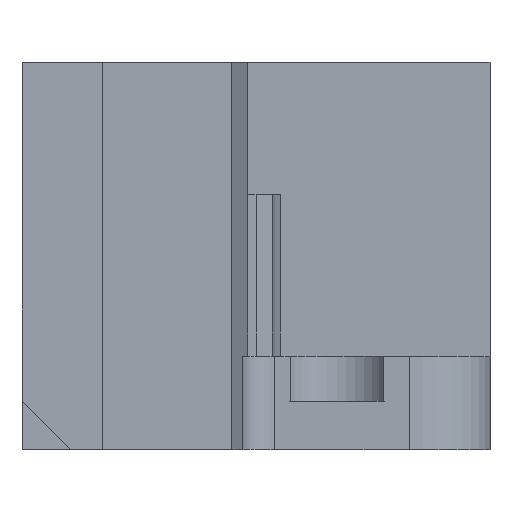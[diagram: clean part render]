
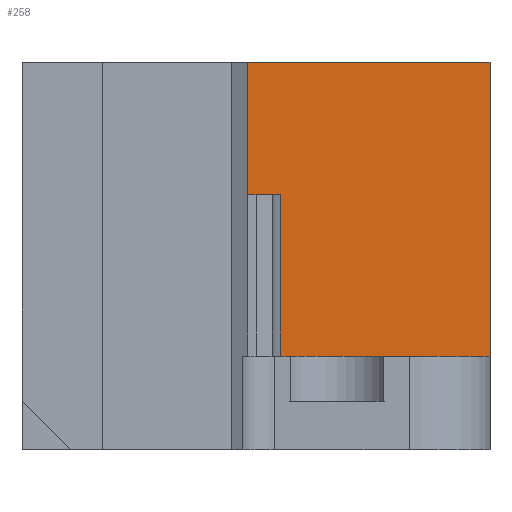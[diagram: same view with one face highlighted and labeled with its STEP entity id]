
A CAD part, left-side view. The second image highlights one B-rep face of the part: STEP entity #258.
In plain terms, the highlighted planar face has unit normal (-1, 0, 0).
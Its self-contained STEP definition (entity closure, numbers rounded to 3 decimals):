
#21 = EDGE_CURVE('',#22,#24,#26,.T.);
#22 = VERTEX_POINT('',#23);
#23 = CARTESIAN_POINT('',(102.,-51.,5.8));
#24 = VERTEX_POINT('',#25);
#25 = CARTESIAN_POINT('',(102.,-29.5,5.8));
#26 = LINE('',#27,#28);
#27 = CARTESIAN_POINT('',(102.,-51.,5.8));
#28 = VECTOR('',#29,1.);
#29 = DIRECTION('',(0.,1.,0.));
#258 = ADVANCED_FACE('',(#259),#284,.T.);
#259 = FACE_BOUND('',#260,.T.);
#260 = EDGE_LOOP('',(#261,#271,#277,#278));
#261 = ORIENTED_EDGE('',*,*,#262,.F.);
#262 = EDGE_CURVE('',#263,#265,#267,.T.);
#263 = VERTEX_POINT('',#264);
#264 = CARTESIAN_POINT('',(102.,-29.5,24.));
#265 = VERTEX_POINT('',#266);
#266 = CARTESIAN_POINT('',(102.,-51.,24.));
#267 = LINE('',#268,#269);
#268 = CARTESIAN_POINT('',(102.,-27.5,24.));
#269 = VECTOR('',#270,1.);
#270 = DIRECTION('',(0.,-1.,0.));
#271 = ORIENTED_EDGE('',*,*,#272,.F.);
#272 = EDGE_CURVE('',#24,#263,#273,.T.);
#273 = LINE('',#274,#275);
#274 = CARTESIAN_POINT('',(102.,-29.5,5.8));
#275 = VECTOR('',#276,1.);
#276 = DIRECTION('',(0.,0.,1.));
#277 = ORIENTED_EDGE('',*,*,#21,.F.);
#278 = ORIENTED_EDGE('',*,*,#279,.T.);
#279 = EDGE_CURVE('',#22,#265,#280,.T.);
#280 = LINE('',#281,#282);
#281 = CARTESIAN_POINT('',(102.,-51.,15.8));
#282 = VECTOR('',#283,1.);
#283 = DIRECTION('',(0.,0.,1.));
#284 = PLANE('',#285);
#285 = AXIS2_PLACEMENT_3D('',#286,#287,#288);
#286 = CARTESIAN_POINT('',(102.,-39.25,14.9));
#287 = DIRECTION('',(-1.,-0.,-0.));
#288 = DIRECTION('',(0.,0.,-1.));
